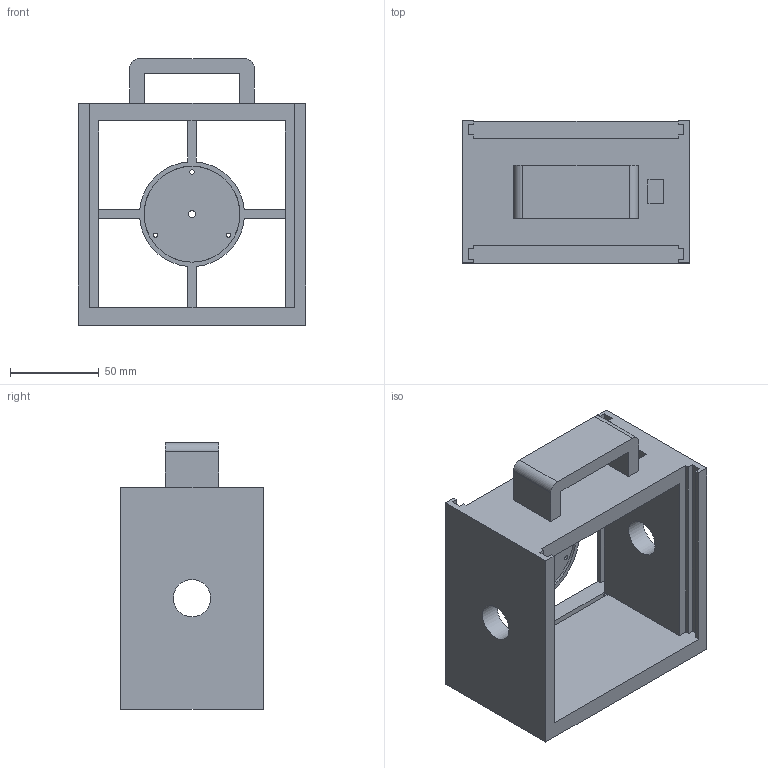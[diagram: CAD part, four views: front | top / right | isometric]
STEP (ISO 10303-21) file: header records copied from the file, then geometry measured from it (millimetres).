
FILE_DESCRIPTION(/* description */ (''),/* implementation_level */ '2;1');
FILE_NAME(/* name */ 'improved.step',/* time_stamp */ '2024-07-13T00:04:23+02:00',/* author */ (''),/* organization */ (''),/* preprocessor_version */ 'ST-DEVELOPER v20',/* originating_system */ 'Autodesk Translation Framework v13.14.0.145',/* authorisation */ '');
FILE_SCHEMA (('AUTOMOTIVE_DESIGN { 1 0 10303 214 3 1 1 }'));
Length unit declared in the file: millimetre
Products named in the file (1): v3 improved
Bounding box: 128 x 80 x 150 mm (x, y, z)
Volume: 363722.9 mm3; surface area: 100126.7 mm2
Topology: 1 solids, 1 shells, 95 faces, 300 edges, 190 vertices
Faces by surface type: plane 79, cylinder 16
Full cylindrical faces by diameter (mm): 2.5 x3, 3.5 x1, 4 x1, 21 x2, 54 x1
Entity records: 3362 total; most frequent: ORIENTED_EDGE 600, CARTESIAN_POINT 586, DIRECTION 533, EDGE_CURVE 300, LINE 259, VECTOR 259, VERTEX_POINT 190, AXIS2_PLACEMENT_3D 137
